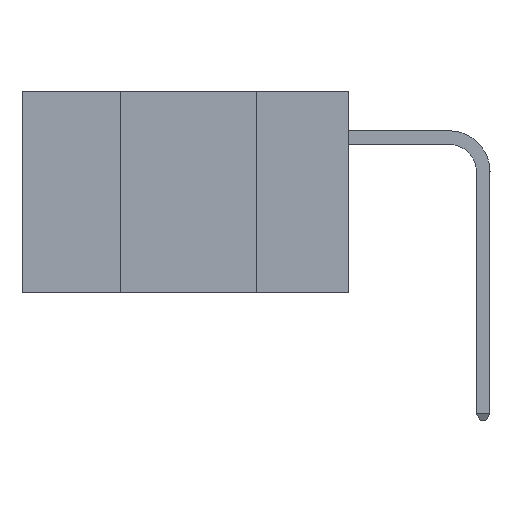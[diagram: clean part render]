
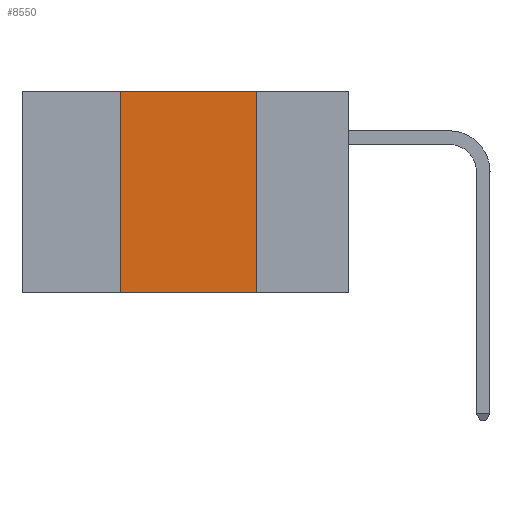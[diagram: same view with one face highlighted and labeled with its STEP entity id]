
A CAD part, left-side view. The second image highlights one B-rep face of the part: STEP entity #8550.
In plain terms, the highlighted planar face has unit normal (-1, 0, 0).
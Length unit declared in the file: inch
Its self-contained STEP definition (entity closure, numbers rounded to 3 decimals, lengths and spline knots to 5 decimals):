
#1024 = CARTESIAN_POINT ( 'NONE',  ( 0., 0.42, -0.37 ) ) ;
#1873 = DIRECTION ( 'NONE',  ( 0., 0., -1. ) ) ;
#1929 = LINE ( 'NONE', #28819, #35977 ) ;
#7023 = VECTOR ( 'NONE', #25141, 39.37008 ) ;
#8135 = CARTESIAN_POINT ( 'NONE',  ( 0., 0.17, 0. ) ) ;
#8434 = CARTESIAN_POINT ( 'NONE',  ( 0., 0.42, 0. ) ) ;
#8454 = EDGE_CURVE ( 'NONE', #39552, #17932, #42102, .T. ) ;
#8550 = ADVANCED_FACE ( 'NONE', ( #28824 ), #42629, .F. ) ;
#8653 = CARTESIAN_POINT ( 'NONE',  ( 0., 0.6, 0. ) ) ;
#9969 = VECTOR ( 'NONE', #21668, 39.37008 ) ;
#11889 = DIRECTION ( 'NONE',  ( 0., 0., 1. ) ) ;
#11934 = DIRECTION ( 'NONE',  ( 0., -1., 0. ) ) ;
#13747 = CARTESIAN_POINT ( 'NONE',  ( 0., 0.17, -0.37 ) ) ;
#15455 = CARTESIAN_POINT ( 'NONE',  ( 0., 0.17, 0. ) ) ;
#15953 = ORIENTED_EDGE ( 'NONE', *, *, #8454, .F. ) ;
#16914 = VERTEX_POINT ( 'NONE', #13747 ) ;
#17932 = VERTEX_POINT ( 'NONE', #15455 ) ;
#18205 = ORIENTED_EDGE ( 'NONE', *, *, #28292, .F. ) ;
#20427 = LINE ( 'NONE', #8434, #28384 ) ;
#21668 = DIRECTION ( 'NONE',  ( 0., 0., -1. ) ) ;
#21771 = ORIENTED_EDGE ( 'NONE', *, *, #41942, .F. ) ;
#22307 = DIRECTION ( 'NONE',  ( 1., 0., 0. ) ) ;
#23009 = ORIENTED_EDGE ( 'NONE', *, *, #23746, .T. ) ;
#23642 = CARTESIAN_POINT ( 'NONE',  ( 0., 0.42, 0. ) ) ;
#23746 = EDGE_CURVE ( 'NONE', #38502, #16914, #1929, .T. ) ;
#25141 = DIRECTION ( 'NONE',  ( 0., -1., 0. ) ) ;
#26443 = AXIS2_PLACEMENT_3D ( 'NONE', #8653, #22307, #1873 ) ;
#28292 = EDGE_CURVE ( 'NONE', #38502, #39552, #20427, .T. ) ;
#28384 = VECTOR ( 'NONE', #11889, 39.37008 ) ;
#28819 = CARTESIAN_POINT ( 'NONE',  ( 0., 0.6, -0.37 ) ) ;
#28824 = FACE_OUTER_BOUND ( 'NONE', #32452, .T. ) ;
#32452 = EDGE_LOOP ( 'NONE', ( #21771, #15953, #18205, #23009 ) ) ;
#35977 = VECTOR ( 'NONE', #11934, 39.37008 ) ;
#37020 = LINE ( 'NONE', #8135, #9969 ) ;
#38502 = VERTEX_POINT ( 'NONE', #1024 ) ;
#39552 = VERTEX_POINT ( 'NONE', #23642 ) ;
#41942 = EDGE_CURVE ( 'NONE', #17932, #16914, #37020, .T. ) ;
#42040 = CARTESIAN_POINT ( 'NONE',  ( 0., 0.6, 0. ) ) ;
#42102 = LINE ( 'NONE', #42040, #7023 ) ;
#42629 = PLANE ( 'NONE',  #26443 ) ;
